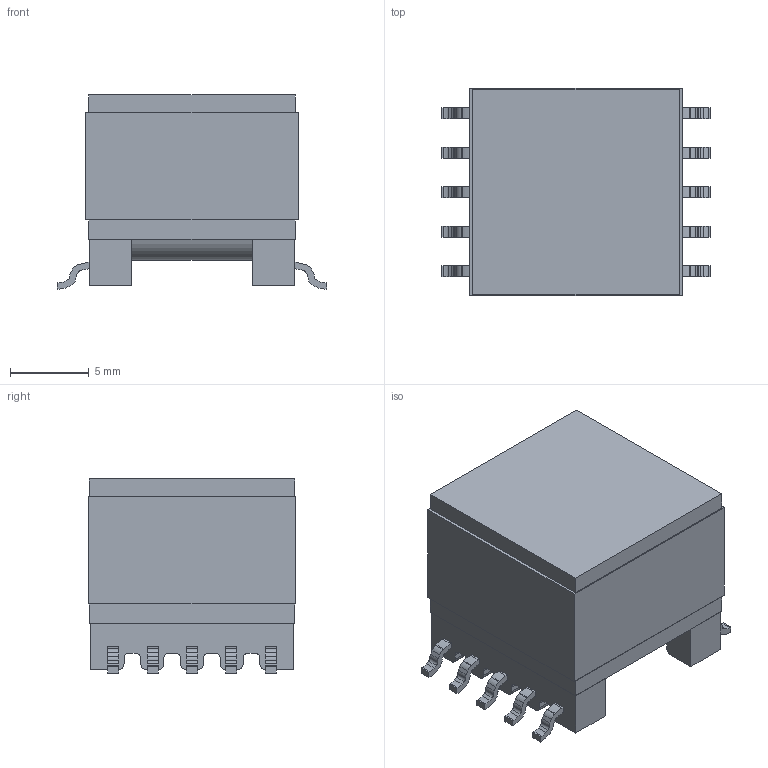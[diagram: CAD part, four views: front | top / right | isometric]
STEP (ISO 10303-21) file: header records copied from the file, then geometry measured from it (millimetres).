
FILE_DESCRIPTION(/* description */ ('Unknown'),/* implementation_level */ '2;1');
FILE_NAME(/* name */ 'PA4065NL',/* time_stamp */ '2024-11-11T11:06:00+02:00',/* author */ ('Unknown'),/* organization */ ('Unknown'),/* preprocessor_version */ 'ST-DEVELOPER v18.102',/* originating_system */ 'Solid Edge',/* authorisation */ 'Unknown');
FILE_SCHEMA (('AUTOMOTIVE_DESIGN {1 0 10303 214 3 1 1}'));
Length unit declared in the file: millimetre
Products named in the file (1): PA4065NL
Bounding box: 17.06 x 13.11 x 12.3 mm (x, y, z)
Volume: 1895.3 mm3; surface area: 1072.9 mm2
Topology: 1 solids, 1 shells, 343 faces, 984 edges, 656 vertices
Faces by surface type: plane 209, cylinder 134
Entity records: 13672 total; most frequent: CARTESIAN_POINT 1984, ORIENTED_EDGE 1968, DIRECTION 1940, EDGE_CURVE 984, LINE 716, VECTOR 716, VERTEX_POINT 656, AXIS2_PLACEMENT_3D 612
